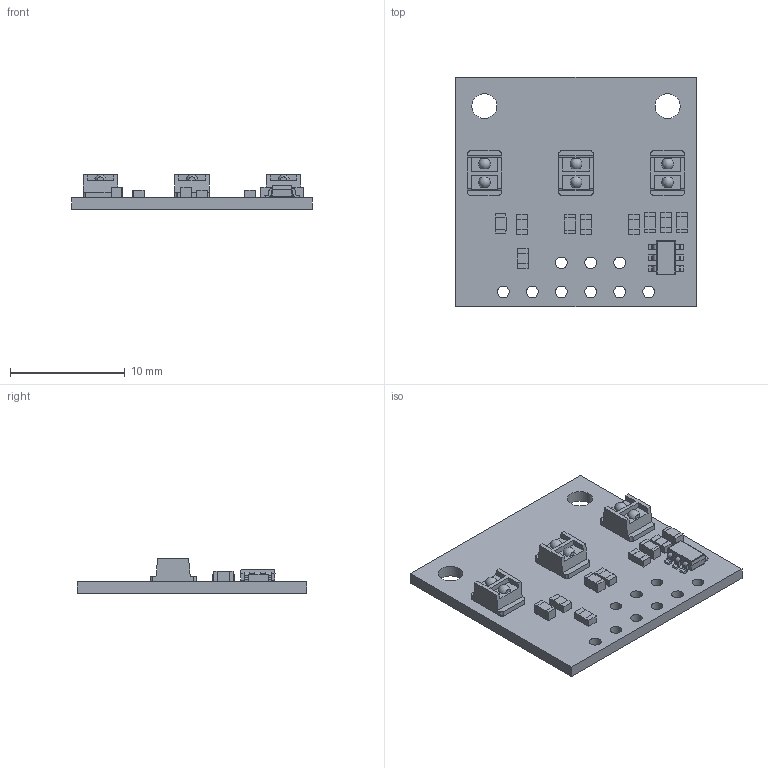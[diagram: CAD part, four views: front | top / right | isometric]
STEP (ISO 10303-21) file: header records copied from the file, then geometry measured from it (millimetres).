
FILE_DESCRIPTION (( 'STEP AP214' ), '1' );
FILE_NAME ('qtrx-md-03x.step', '2018-09-28T19:06:30', ( '' ), ( '' ), 'SwSTEP 2.0', 'SolidWorks 2016', '' );
FILE_SCHEMA (( 'AUTOMOTIVE_DESIGN' ));
Length unit declared in the file: millimetre
Products named in the file (1): qtrx-md-03x
Bounding box: 21 x 20 x 3.04 mm (x, y, z)
Volume: 477.6 mm3; surface area: 1138.2 mm2
Topology: 1 solids, 1 shells, 740 faces, 2029 edges, 1344 vertices
Faces by surface type: plane 521, bspline 146, cylinder 67, torus 6
Full cylindrical faces by diameter (mm): 1.016 x9, 2.184 x2
Entity records: 36206 total; most frequent: CARTESIAN_POINT 10117, ORIENTED_EDGE 4036, DIRECTION 3026, EDGE_CURVE 2018, VECTOR 1552, LINE 1552, VERTEX_POINT 1344, EDGE_LOOP 854
